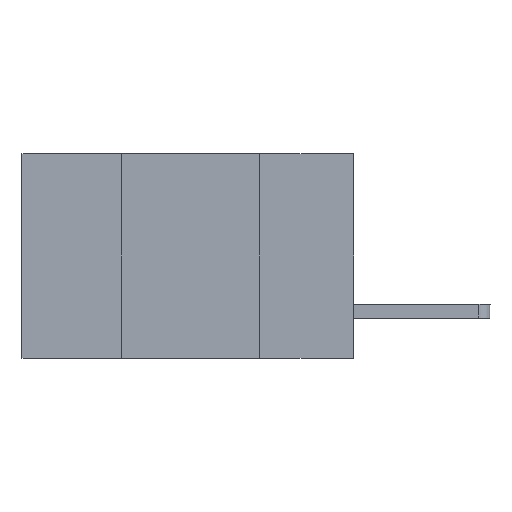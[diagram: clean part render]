
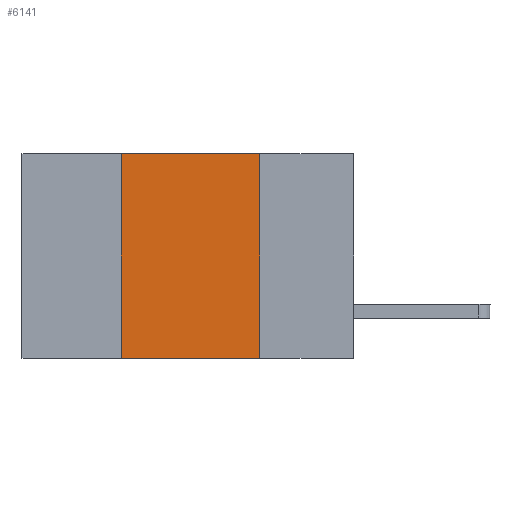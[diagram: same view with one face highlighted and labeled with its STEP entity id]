
A CAD part, left-side view. The second image highlights one B-rep face of the part: STEP entity #6141.
In plain terms, the highlighted planar face has unit normal (-1, 0, 0).
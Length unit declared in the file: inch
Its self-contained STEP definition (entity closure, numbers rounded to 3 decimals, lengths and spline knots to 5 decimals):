
#297 = LINE ( 'NONE', #9965, #4137 ) ;
#536 = VECTOR ( 'NONE', #4968, 39.37008 ) ;
#562 = EDGE_CURVE ( 'NONE', #641, #7265, #7990, .T. ) ;
#641 = VERTEX_POINT ( 'NONE', #8830 ) ;
#1207 = PLANE ( 'NONE',  #5289 ) ;
#1273 = DIRECTION ( 'NONE',  ( 1., 0., 0. ) ) ;
#1452 = VERTEX_POINT ( 'NONE', #9240 ) ;
#2023 = CARTESIAN_POINT ( 'NONE',  ( 0., 0.17, 0. ) ) ;
#2395 = ORIENTED_EDGE ( 'NONE', *, *, #8810, .F. ) ;
#2654 = CARTESIAN_POINT ( 'NONE',  ( 0., 0.17, 0. ) ) ;
#2840 = ORIENTED_EDGE ( 'NONE', *, *, #562, .F. ) ;
#3051 = DIRECTION ( 'NONE',  ( 0., 0., 1. ) ) ;
#3773 = EDGE_CURVE ( 'NONE', #1452, #9604, #5644, .T. ) ;
#3873 = ORIENTED_EDGE ( 'NONE', *, *, #3773, .T. ) ;
#4046 = VECTOR ( 'NONE', #8736, 39.37008 ) ;
#4137 = VECTOR ( 'NONE', #3051, 39.37008 ) ;
#4154 = CARTESIAN_POINT ( 'NONE',  ( 0., 0.6, 0. ) ) ;
#4968 = DIRECTION ( 'NONE',  ( 0., -1., 0. ) ) ;
#5227 = CARTESIAN_POINT ( 'NONE',  ( 0., 0.6, -0.37 ) ) ;
#5289 = AXIS2_PLACEMENT_3D ( 'NONE', #7377, #1273, #5898 ) ;
#5644 = LINE ( 'NONE', #5227, #6231 ) ;
#5898 = DIRECTION ( 'NONE',  ( 0., 0., -1. ) ) ;
#5907 = CARTESIAN_POINT ( 'NONE',  ( 0., 0.17, -0.37 ) ) ;
#5962 = LINE ( 'NONE', #2654, #4046 ) ;
#6141 = ADVANCED_FACE ( 'NONE', ( #6300 ), #1207, .F. ) ;
#6231 = VECTOR ( 'NONE', #8267, 39.37008 ) ;
#6300 = FACE_OUTER_BOUND ( 'NONE', #9770, .T. ) ;
#6437 = EDGE_CURVE ( 'NONE', #1452, #641, #297, .T. ) ;
#7265 = VERTEX_POINT ( 'NONE', #2023 ) ;
#7377 = CARTESIAN_POINT ( 'NONE',  ( 0., 0.6, 0. ) ) ;
#7990 = LINE ( 'NONE', #4154, #536 ) ;
#8267 = DIRECTION ( 'NONE',  ( 0., -1., 0. ) ) ;
#8415 = ORIENTED_EDGE ( 'NONE', *, *, #6437, .F. ) ;
#8736 = DIRECTION ( 'NONE',  ( 0., 0., -1. ) ) ;
#8810 = EDGE_CURVE ( 'NONE', #7265, #9604, #5962, .T. ) ;
#8830 = CARTESIAN_POINT ( 'NONE',  ( 0., 0.42, 0. ) ) ;
#9240 = CARTESIAN_POINT ( 'NONE',  ( 0., 0.42, -0.37 ) ) ;
#9604 = VERTEX_POINT ( 'NONE', #5907 ) ;
#9770 = EDGE_LOOP ( 'NONE', ( #2395, #2840, #8415, #3873 ) ) ;
#9965 = CARTESIAN_POINT ( 'NONE',  ( 0., 0.42, 0. ) ) ;
